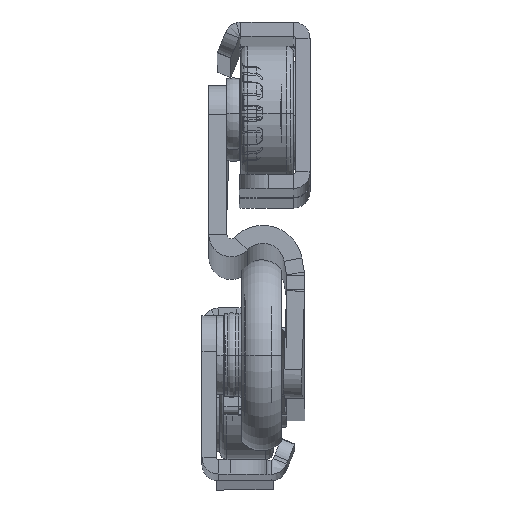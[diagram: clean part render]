
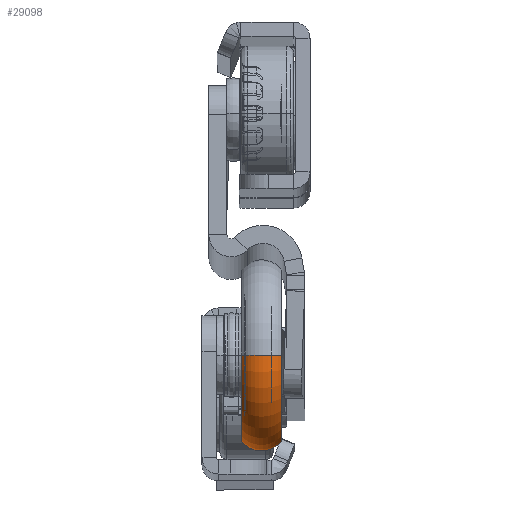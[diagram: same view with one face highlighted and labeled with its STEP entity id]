
A CAD part, top view. The second image highlights one B-rep face of the part: STEP entity #29098.
In plain terms, the highlighted toroidal (fillet/blend) face has major radius 9.75 mm and minor radius 3.5 mm.
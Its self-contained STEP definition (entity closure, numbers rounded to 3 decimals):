
#1671 = DIRECTION ( 'NONE',  ( -1., 0., 0. ) ) ;
#2340 = VERTEX_POINT ( 'NONE', #59071 ) ;
#5687 = AXIS2_PLACEMENT_3D ( 'NONE', #22682, #28319, #23054 ) ;
#7950 = TOROIDAL_SURFACE ( 'NONE', #5687, 9.75, 3.5 ) ;
#9025 = CARTESIAN_POINT ( 'NONE',  ( -2.4, 0., 11.915 ) ) ;
#10027 = CARTESIAN_POINT ( 'NONE',  ( -5.15, 0., -9.75 ) ) ;
#10377 = VERTEX_POINT ( 'NONE', #51127 ) ;
#11563 = ORIENTED_EDGE ( 'NONE', *, *, #36054, .T. ) ;
#12085 = ORIENTED_EDGE ( 'NONE', *, *, #26063, .F. ) ;
#12620 = DIRECTION ( 'NONE',  ( 0., 0., 1. ) ) ;
#13299 = ORIENTED_EDGE ( 'NONE', *, *, #41430, .F. ) ;
#15140 = VERTEX_POINT ( 'NONE', #9025 ) ;
#15503 = AXIS2_PLACEMENT_3D ( 'NONE', #10027, #37483, #41688 ) ;
#16530 = CARTESIAN_POINT ( 'NONE',  ( -7.9, 0., 11.915 ) ) ;
#17942 = CIRCLE ( 'NONE', #50549, 11.915 ) ;
#21874 = VERTEX_POINT ( 'NONE', #16530 ) ;
#22682 = CARTESIAN_POINT ( 'NONE',  ( -5.15, 0., 0. ) ) ;
#23054 = DIRECTION ( 'NONE',  ( 0., 0., 1. ) ) ;
#26063 = EDGE_CURVE ( 'NONE', #10377, #21874, #61608, .T. ) ;
#26273 = DIRECTION ( 'NONE',  ( 0., -1., 0. ) ) ;
#27408 = EDGE_LOOP ( 'NONE', ( #13299, #62772, #11563, #12085 ) ) ;
#28319 = DIRECTION ( 'NONE',  ( -1., 0., 0. ) ) ;
#29098 = ADVANCED_FACE ( 'NONE', ( #60663 ), #7950, .T. ) ;
#33516 = AXIS2_PLACEMENT_3D ( 'NONE', #39370, #60805, #12620 ) ;
#34569 = CIRCLE ( 'NONE', #15503, 3.5 ) ;
#36054 = EDGE_CURVE ( 'NONE', #15140, #21874, #67804, .T. ) ;
#37483 = DIRECTION ( 'NONE',  ( 0., 1., 0. ) ) ;
#39370 = CARTESIAN_POINT ( 'NONE',  ( -7.9, 0., 0. ) ) ;
#41430 = EDGE_CURVE ( 'NONE', #2340, #10377, #34569, .T. ) ;
#41688 = DIRECTION ( 'NONE',  ( 0., 0., 1. ) ) ;
#45216 = DIRECTION ( 'NONE',  ( 0., 0., 1. ) ) ;
#50549 = AXIS2_PLACEMENT_3D ( 'NONE', #61766, #1671, #45216 ) ;
#51127 = CARTESIAN_POINT ( 'NONE',  ( -7.9, 0., -11.915 ) ) ;
#58796 = AXIS2_PLACEMENT_3D ( 'NONE', #65928, #26273, #63582 ) ;
#59071 = CARTESIAN_POINT ( 'NONE',  ( -2.4, 0., -11.915 ) ) ;
#60663 = FACE_OUTER_BOUND ( 'NONE', #27408, .T. ) ;
#60805 = DIRECTION ( 'NONE',  ( -1., 0., 0. ) ) ;
#61608 = CIRCLE ( 'NONE', #33516, 11.915 ) ;
#61766 = CARTESIAN_POINT ( 'NONE',  ( -2.4, 0., 0. ) ) ;
#62772 = ORIENTED_EDGE ( 'NONE', *, *, #63975, .T. ) ;
#63582 = DIRECTION ( 'NONE',  ( 0., 0., -1. ) ) ;
#63975 = EDGE_CURVE ( 'NONE', #2340, #15140, #17942, .T. ) ;
#65928 = CARTESIAN_POINT ( 'NONE',  ( -5.15, 0., 9.75 ) ) ;
#67804 = CIRCLE ( 'NONE', #58796, 3.5 ) ;
